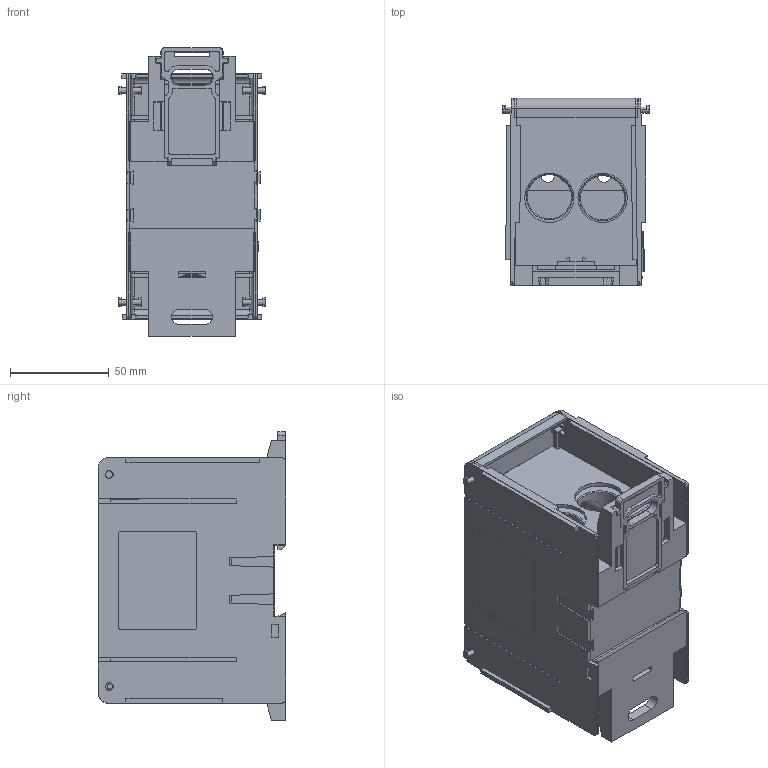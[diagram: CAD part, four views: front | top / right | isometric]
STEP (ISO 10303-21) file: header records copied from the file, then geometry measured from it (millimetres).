
FILE_DESCRIPTION (( 'STEP AP203' ), '1' );
FILE_NAME ('APDB-212-500-1.step', '2024-06-17T20:14:52', ( '' ), ( '' ), 'SwSTEP 2.0', 'SolidWorks 2023', '' );
FILE_SCHEMA (( 'CONFIG_CONTROL_DESIGN' ));
Length unit declared in the file: inch
Products named in the file (1): APDB-212-500-1
Bounding box: 75.05 x 95.01 x 146.55 mm (x, y, z)
Volume: 316861.1 mm3; surface area: 153123.1 mm2
Topology: 16 solids, 22 shells, 910 faces, 2470 edges, 1628 vertices
Faces by surface type: plane 584, cylinder 209, cone 63, bspline 54
Entity records: 34767 total; most frequent: CARTESIAN_POINT 12233, ORIENTED_EDGE 4940, DIRECTION 4232, EDGE_CURVE 2470, VECTOR 1818, LINE 1818, VERTEX_POINT 1628, AXIS2_PLACEMENT_3D 1207
